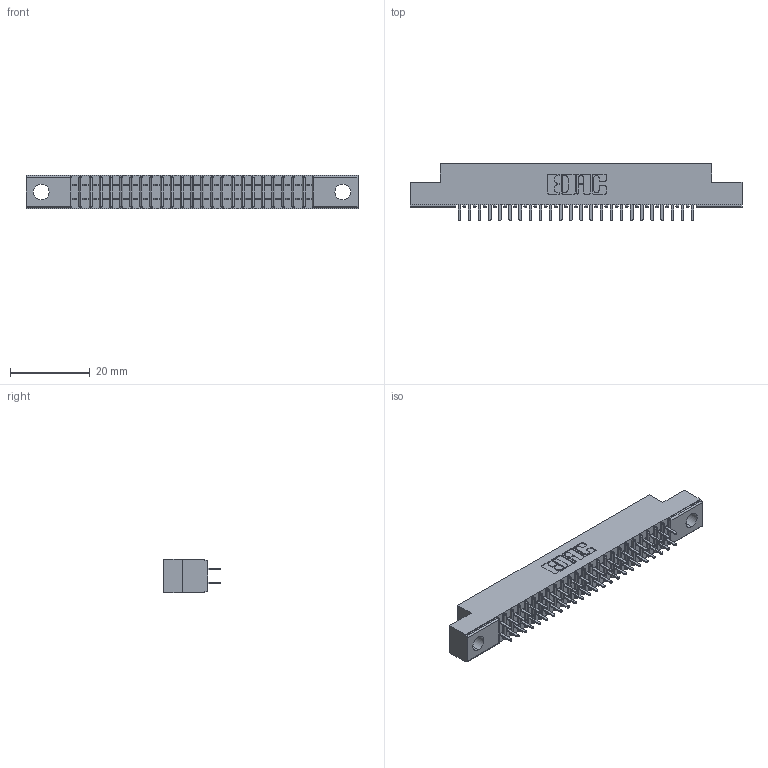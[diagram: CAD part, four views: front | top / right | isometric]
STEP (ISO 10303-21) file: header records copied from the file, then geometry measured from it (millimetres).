
FILE_DESCRIPTION (( 'STEP AP203' ), '1' );
FILE_NAME ('341-048-520-204.STEP', '2018-08-07T11:37:13', ( '' ), ( '' ), 'SwSTEP 2.0', 'SolidWorks 2016', '' );
FILE_SCHEMA (( 'CONFIG_CONTROL_DESIGN' ));
Length unit declared in the file: inch
Products named in the file (3): 341 Part_.156 (3.96) Dia Mounting Holes; 341-292-001_341-292-120; 341-048-520-204
Assembly tree (49 placements, depth 2):
  341-048-520-204
    341 Part_.156 (3.96) Dia Mounting Holes
    341-292-001_341-292-120  x48
Bounding box: 83.19 x 14.27 x 8.38 mm (x, y, z)
Volume: 4626.3 mm3; surface area: 9631.9 mm2
Topology: 49 solids, 49 shells, 3298 faces, 9544 edges, 6182 vertices
Faces by surface type: plane 2002, cylinder 1200, sphere 50, torus 46
Entity records: 31861 total; most frequent: CARTESIAN_POINT 5302, ORIENTED_EDGE 5264, DIRECTION 5150, EDGE_CURVE 2632, VECTOR 2114, LINE 2114, VERTEX_POINT 1670, AXIS2_PLACEMENT_3D 1518
